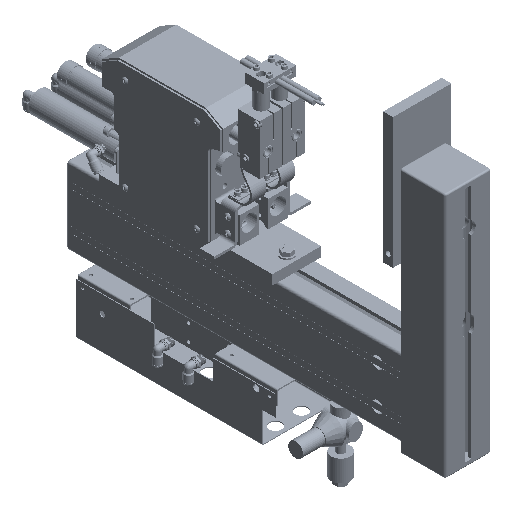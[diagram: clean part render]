
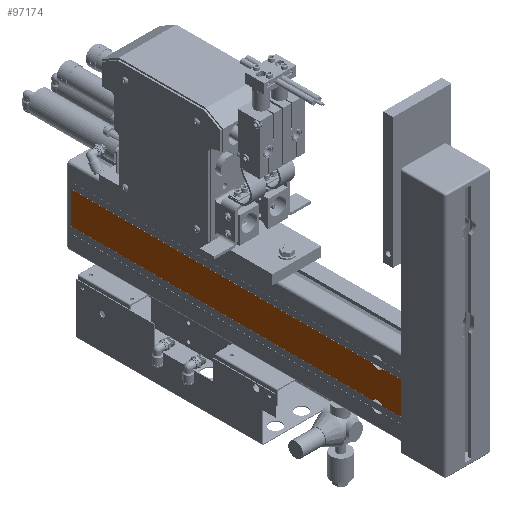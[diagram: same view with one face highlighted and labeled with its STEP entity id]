
A CAD part, isometric view. The second image highlights one B-rep face of the part: STEP entity #97174.
In plain terms, the highlighted planar face has unit normal (-1, 0, 0).
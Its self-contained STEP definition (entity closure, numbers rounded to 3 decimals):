
#25602 = AXIS2_PLACEMENT_3D ( 'NONE', #52197, #52200, #52204 ) ;
#52132 = PLANE ( 'NONE',  #25602 ) ;
#52197 = CARTESIAN_POINT ( 'NONE',  ( -25.005, 30., -237.55 ) ) ;
#52200 = DIRECTION ( 'NONE',  ( -1., 0., 0. ) ) ;
#52204 = DIRECTION ( 'NONE',  ( 0., -1., 0. ) ) ;
#55941 = VERTEX_POINT ( 'NONE', #163072 ) ;
#55969 = VERTEX_POINT ( 'NONE', #163080 ) ;
#56004 = VERTEX_POINT ( 'NONE', #163086 ) ;
#56333 = VERTEX_POINT ( 'NONE', #163138 ) ;
#56847 = FACE_OUTER_BOUND ( 'NONE', #188745, .T. ) ;
#59033 = VERTEX_POINT ( 'NONE', #163568 ) ;
#90688 = EDGE_CURVE ( 'NONE', #55941, #206906, #178572, .T. ) ;
#90698 = EDGE_CURVE ( 'NONE', #56333, #55969, #178582, .T. ) ;
#90710 = CARTESIAN_POINT ( 'NONE',  ( -25.005, 461.8, -237.55 ) ) ;
#90713 = CARTESIAN_POINT ( 'NONE',  ( -25.005, 461.8, -279.35 ) ) ;
#91384 = EDGE_CURVE ( 'NONE', #206906, #108483, #235097, .T. ) ;
#91396 = EDGE_CURVE ( 'NONE', #108485, #56333, #235126, .T. ) ;
#92267 = EDGE_CURVE ( 'NONE', #56004, #55941, #236632, .T. ) ;
#92270 = EDGE_CURVE ( 'NONE', #56004, #59033, #236639, .T. ) ;
#92273 = EDGE_CURVE ( 'NONE', #108483, #108485, #236644, .T. ) ;
#92275 = EDGE_CURVE ( 'NONE', #59033, #55969, #236650, .T. ) ;
#97174 = ADVANCED_FACE ( 'NONE', ( #56847 ), #52132, .T. ) ;
#108483 = VERTEX_POINT ( 'NONE', #90710 ) ;
#108485 = VERTEX_POINT ( 'NONE', #90713 ) ;
#149737 = AXIS2_PLACEMENT_3D ( 'NONE', #232158, #232162, #232166 ) ;
#149739 = AXIS2_PLACEMENT_3D ( 'NONE', #232182, #232185, #232189 ) ;
#163072 = CARTESIAN_POINT ( 'NONE',  ( -25.005, 56.72, -237.55 ) ) ;
#163080 = CARTESIAN_POINT ( 'NONE',  ( -25.005, 56.72, -279.35 ) ) ;
#163086 = CARTESIAN_POINT ( 'NONE',  ( -25.005, 30., -237.55 ) ) ;
#163138 = CARTESIAN_POINT ( 'NONE',  ( -25.005, 69.28, -279.35 ) ) ;
#163568 = CARTESIAN_POINT ( 'NONE',  ( -25.005, 30., -279.35 ) ) ;
#178572 = CIRCLE ( 'NONE', #149737, 7.5 ) ;
#178582 = CIRCLE ( 'NONE', #149739, 7.5 ) ;
#188745 = EDGE_LOOP ( 'NONE', ( #208568, #208566, #208565, #208563, #208548, #208539, #208537, #208535 ) ) ;
#203321 = CARTESIAN_POINT ( 'NONE',  ( -25.005, 69.28, -237.55 ) ) ;
#206906 = VERTEX_POINT ( 'NONE', #203321 ) ;
#208535 = ORIENTED_EDGE ( 'NONE', *, *, #92275, .F. ) ;
#208537 = ORIENTED_EDGE ( 'NONE', *, *, #90698, .T. ) ;
#208539 = ORIENTED_EDGE ( 'NONE', *, *, #91396, .T. ) ;
#208548 = ORIENTED_EDGE ( 'NONE', *, *, #92273, .T. ) ;
#208563 = ORIENTED_EDGE ( 'NONE', *, *, #91384, .T. ) ;
#208565 = ORIENTED_EDGE ( 'NONE', *, *, #90688, .T. ) ;
#208566 = ORIENTED_EDGE ( 'NONE', *, *, #92267, .T. ) ;
#208568 = ORIENTED_EDGE ( 'NONE', *, *, #92270, .F. ) ;
#232158 = CARTESIAN_POINT ( 'NONE',  ( -25.005, 63., -233.45 ) ) ;
#232162 = DIRECTION ( 'NONE',  ( 1., 0., 0. ) ) ;
#232166 = DIRECTION ( 'NONE',  ( 0., -1., 0. ) ) ;
#232182 = CARTESIAN_POINT ( 'NONE',  ( -25.005, 63., -283.45 ) ) ;
#232185 = DIRECTION ( 'NONE',  ( 1., 0., 0. ) ) ;
#232189 = DIRECTION ( 'NONE',  ( 0., -1., 0. ) ) ;
#235097 = LINE ( 'NONE', #239879, #235108 ) ;
#235108 = VECTOR ( 'NONE', #239885, 1000. ) ;
#235126 = LINE ( 'NONE', #239901, #235133 ) ;
#235133 = VECTOR ( 'NONE', #239906, 1000. ) ;
#236632 = LINE ( 'NONE', #242397, #236642 ) ;
#236639 = LINE ( 'NONE', #242404, #236647 ) ;
#236642 = VECTOR ( 'NONE', #242401, 1000. ) ;
#236644 = LINE ( 'NONE', #242411, #236653 ) ;
#236647 = VECTOR ( 'NONE', #242408, 1000. ) ;
#236650 = LINE ( 'NONE', #242416, #236660 ) ;
#236653 = VECTOR ( 'NONE', #242414, 1000. ) ;
#236660 = VECTOR ( 'NONE', #242419, 1000. ) ;
#239879 = CARTESIAN_POINT ( 'NONE',  ( -25.005, 30., -237.55 ) ) ;
#239885 = DIRECTION ( 'NONE',  ( 0., 1., 0. ) ) ;
#239901 = CARTESIAN_POINT ( 'NONE',  ( -25.005, 30., -279.35 ) ) ;
#239906 = DIRECTION ( 'NONE',  ( 0., -1., 0. ) ) ;
#242397 = CARTESIAN_POINT ( 'NONE',  ( -25.005, 30., -237.55 ) ) ;
#242401 = DIRECTION ( 'NONE',  ( 0., 1., 0. ) ) ;
#242404 = CARTESIAN_POINT ( 'NONE',  ( -25.005, 30., -258.45 ) ) ;
#242408 = DIRECTION ( 'NONE',  ( 0., 0., -1. ) ) ;
#242411 = CARTESIAN_POINT ( 'NONE',  ( -25.005, 461.8, -237.55 ) ) ;
#242414 = DIRECTION ( 'NONE',  ( 0., 0., -1. ) ) ;
#242416 = CARTESIAN_POINT ( 'NONE',  ( -25.005, 30., -279.35 ) ) ;
#242419 = DIRECTION ( 'NONE',  ( 0., 1., 0. ) ) ;
